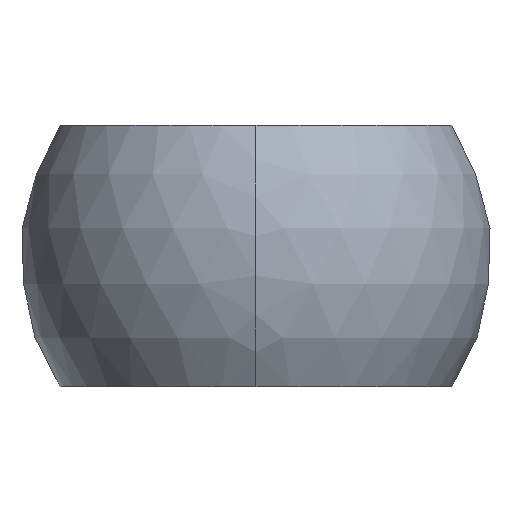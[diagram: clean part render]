
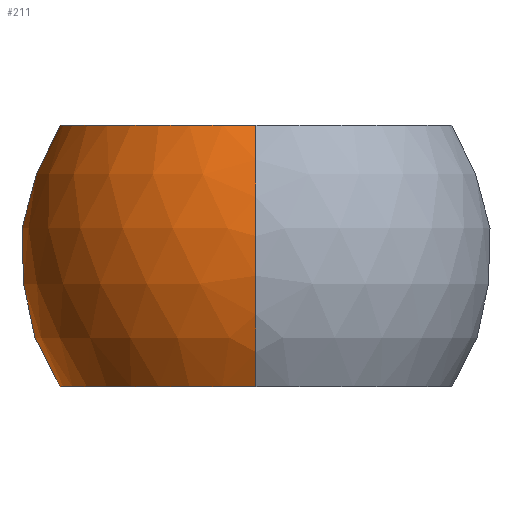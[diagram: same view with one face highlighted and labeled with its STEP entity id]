
A CAD part, left-side view. The second image highlights one B-rep face of the part: STEP entity #211.
In plain terms, the highlighted spherical face has radius 22.5 mm.
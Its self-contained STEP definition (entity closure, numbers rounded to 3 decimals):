
#115=VERTEX_POINT('',#302);
#151=EDGE_CURVE('',#239,#271,#342,.T.);
#161=EDGE_CURVE('',#271,#187,#353,.T.);
#187=VERTEX_POINT('',#385);
#203=EDGE_CURVE('',#187,#115,#402,.T.);
#211=ADVANCED_FACE('',(#410),#411,.T.);
#239=VERTEX_POINT('',#444);
#259=EDGE_CURVE('',#115,#239,#466,.T.);
#271=VERTEX_POINT('',#479);
#302=CARTESIAN_POINT('',(14.11,12.285,12.5));
#342=CIRCLE('',#556,22.5);
#353=CIRCLE('',#623,18.708);
#385=CARTESIAN_POINT('',(14.11,12.285,-12.5));
#402=CIRCLE('',#793,17.526);
#410=FACE_OUTER_BOUND('',#803,.T.);
#411=SPHERICAL_SURFACE('',#804,22.5);
#444=CARTESIAN_POINT('',(-18.708,0.,12.5));
#466=CIRCLE('',#926,18.708);
#479=CARTESIAN_POINT('',(-18.708,0.,-12.5));
#556=AXIS2_PLACEMENT_3D('',#1011,#1012,#1013);
#623=AXIS2_PLACEMENT_3D('',#1023,#1024,#1025);
#793=AXIS2_PLACEMENT_3D('',#1092,#1093,#1094);
#803=EDGE_LOOP('',(#1102,#1103,#1104,#1105));
#804=AXIS2_PLACEMENT_3D('',#1106,#1107,#1108);
#926=AXIS2_PLACEMENT_3D('',#1183,#1184,#1185);
#1011=CARTESIAN_POINT('',(0.0,0.0,0.0));
#1012=DIRECTION('',(0.,-1.0,0.0));
#1013=DIRECTION('',(0.0,0.0,1.0));
#1023=CARTESIAN_POINT('',(0.0,0.0,-12.5));
#1024=DIRECTION('',(-0.0,-0.0,-1.0));
#1025=DIRECTION('',(0.0,-1.0,0.0));
#1092=CARTESIAN_POINT('',(14.11,0.0,0.0));
#1093=DIRECTION('',(1.0,0.0,0.0));
#1094=DIRECTION('',(0.0,1.0,0.0));
#1102=ORIENTED_EDGE('',*,*,#151,.F.);
#1103=ORIENTED_EDGE('',*,*,#259,.F.);
#1104=ORIENTED_EDGE('',*,*,#203,.F.);
#1105=ORIENTED_EDGE('',*,*,#161,.F.);
#1106=CARTESIAN_POINT('',(0.0,0.0,0.0));
#1107=DIRECTION('',(0.0,0.0,1.0));
#1108=DIRECTION('',(1.0,0.0,0.0));
#1183=CARTESIAN_POINT('',(0.0,0.0,12.5));
#1184=DIRECTION('',(0.0,-0.0,1.0));
#1185=DIRECTION('',(0.0,1.0,0.0));
